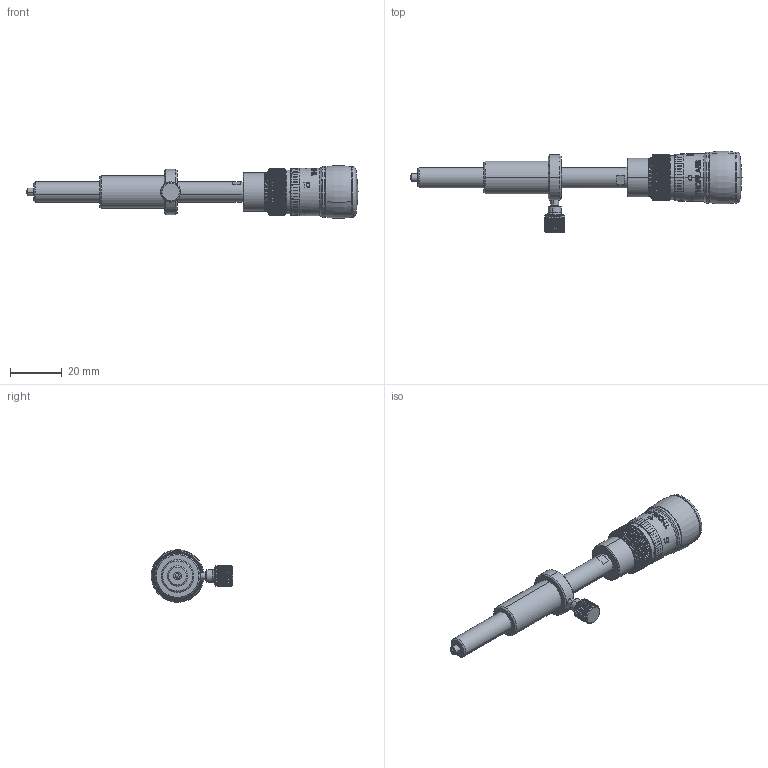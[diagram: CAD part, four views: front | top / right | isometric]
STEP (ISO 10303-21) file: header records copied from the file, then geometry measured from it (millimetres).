
FILE_DESCRIPTION (( 'STEP AP214' ), '1' );
FILE_NAME ('DRV8.STEP', '2011-03-08T15:09:17', ( 'Thorlabs Ltd.' ), ( 'Thorlabs Ltd.' ), 'SwSTEP 2.0', 'SolidWorks 2009', '' );
FILE_SCHEMA (( 'AUTOMOTIVE_DESIGN' ));
Length unit declared in the file: millimetre
Products named in the file (23): 136351 - DRV8 Drive Rod; 136349 - DRV8 Mounting Sleeve; 136350 - DRV8 M8 Drive Screw; 131028 DRV3 4mm Hard Pad; DA0161 - M1.6 x 2 skt set screw; DG0106 - 1mm dia x 4mm dowel pin; CE0218 2_5mm id o ring; DRV8; 135949 - Rubber Grip; DB0204 M3x5 Skt Set_B18.3.6M - M3 x 0.5 x 3 Hex Socket Flat Pt. SS --N; 136326 Fulcrum Knob; 136322 - Nose; 136321 - Fulcrum Nut; 136320 Fulcrum Diff Body; CG0193 - 1.5 x 5.8 Roller; 136323 - Plunger; 135946 - Cone Spring_COMPRESSED; DG0085  1 x 3 Stainless steel Dowel; 136325 - Fulcrum Fine Drive Screw; 136324 - Plate; 135953 Lock Screw Adapter; 135959 7mm lock screw; CF0003 2mm Ball
Assembly tree (31 placements, depth 2):
  DRV8
    DG0106 - 1mm dia x 4mm dowel pin  x3
    CF0003 2mm Ball  x4
    136321 - Fulcrum Nut
    136322 - Nose
    136349 - DRV8 Mounting Sleeve
    135959 7mm lock screw
    DA0161 - M1.6 x 2 skt set screw  x2
    136326 Fulcrum Knob
    136324 - Plate
    136350 - DRV8 M8 Drive Screw
    DG0085  1 x 3 Stainless steel Dowel  x2
    CG0193 - 1.5 x 5.8 Roller  x3
    136325 - Fulcrum Fine Drive Screw
    135949 - Rubber Grip
    136320 Fulcrum Diff Body
    136351 - DRV8 Drive Rod
    135946 - Cone Spring_COMPRESSED
    136323 - Plunger
    135953 Lock Screw Adapter
    DB0204 M3x5 Skt Set_B18.3.6M - M3 x 0.5 x 3 Hex Socket Flat Pt. SS --N
    CE0218 2_5mm id o ring
    131028 DRV3 4mm Hard Pad
Bounding box: 128.62 x 31.59 x 20.42 mm (x, y, z)
Volume: 17703.4 mm3; surface area: 17357.4 mm2
Topology: 31 solids, 31 shells, 1418 faces, 3422 edges, 2083 vertices
Faces by surface type: plane 565, cylinder 341, cone 290, torus 200, sphere 17, bspline 5
Entity records: 49677 total; most frequent: CARTESIAN_POINT 15589, DIRECTION 6903, ORIENTED_EDGE 6568, EDGE_CURVE 3284, AXIS2_PLACEMENT_3D 2974, VERTEX_POINT 2013, CIRCLE 1576, EDGE_LOOP 1451
